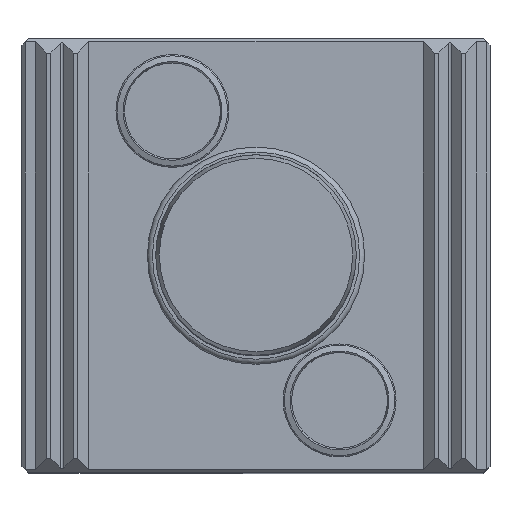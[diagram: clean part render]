
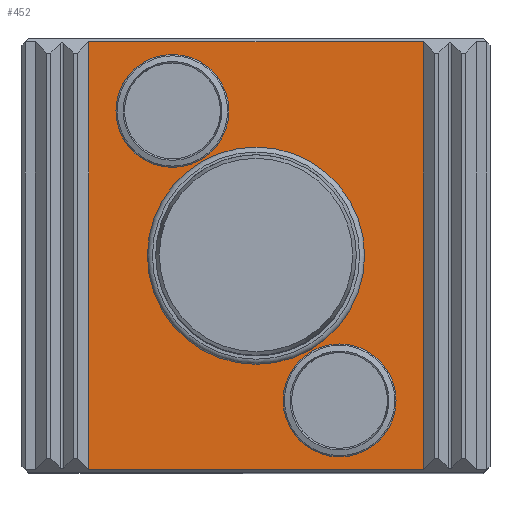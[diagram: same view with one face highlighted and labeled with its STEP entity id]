
A CAD part, top view. The second image highlights one B-rep face of the part: STEP entity #452.
In plain terms, the highlighted planar face has unit normal (0, 0, 1).
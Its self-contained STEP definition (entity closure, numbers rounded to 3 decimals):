
#148=LINE('',#2509,#284);
#151=LINE('',#2514,#287);
#154=LINE('',#2520,#290);
#174=LINE('',#2556,#310);
#284=VECTOR('',#1838,1.);
#287=VECTOR('',#1843,1.);
#290=VECTOR('',#1848,1.);
#310=VECTOR('',#1884,1.);
#348=FACE_BOUND('',#690,.T.);
#349=FACE_BOUND('',#691,.T.);
#350=FACE_BOUND('',#692,.T.);
#351=FACE_BOUND('',#693,.T.);
#452=ADVANCED_FACE('',(#348,#349,#350,#351),#538,.T.);
#538=PLANE('',#1576);
#690=EDGE_LOOP('',(#1013));
#691=EDGE_LOOP('',(#1014));
#692=EDGE_LOOP('',(#1015));
#693=EDGE_LOOP('',(#1016,#1017,#1018,#1019));
#1013=ORIENTED_EDGE('',*,*,#1402,.T.);
#1014=ORIENTED_EDGE('',*,*,#1403,.T.);
#1015=ORIENTED_EDGE('',*,*,#1404,.T.);
#1016=ORIENTED_EDGE('',*,*,#1399,.F.);
#1017=ORIENTED_EDGE('',*,*,#1379,.F.);
#1018=ORIENTED_EDGE('',*,*,#1376,.T.);
#1019=ORIENTED_EDGE('',*,*,#1373,.T.);
#1215=VERTEX_POINT('',#2508);
#1216=VERTEX_POINT('',#2510);
#1217=VERTEX_POINT('',#2515);
#1218=VERTEX_POINT('',#2519);
#1227=VERTEX_POINT('',#2564);
#1228=VERTEX_POINT('',#2566);
#1229=VERTEX_POINT('',#2568);
#1373=EDGE_CURVE('',#1216,#1215,#148,.T.);
#1376=EDGE_CURVE('',#1217,#1216,#151,.T.);
#1379=EDGE_CURVE('',#1217,#1218,#154,.T.);
#1399=EDGE_CURVE('',#1218,#1215,#174,.T.);
#1402=EDGE_CURVE('',#1227,#1227,#1450,.T.);
#1403=EDGE_CURVE('',#1228,#1228,#1451,.T.);
#1404=EDGE_CURVE('',#1229,#1229,#1452,.T.);
#1450=CIRCLE('',#1573,8.45);
#1451=CIRCLE('',#1574,8.45);
#1452=CIRCLE('',#1575,15.789);
#1573=AXIS2_PLACEMENT_3D('',#2563,#1895,#1896);
#1574=AXIS2_PLACEMENT_3D('',#2565,#1897,#1898);
#1575=AXIS2_PLACEMENT_3D('',#2567,#1899,#1900);
#1576=AXIS2_PLACEMENT_3D('',#2569,#1901,#1902);
#1838=DIRECTION('',(0.,1.,0.));
#1843=DIRECTION('',(1.,0.,0.));
#1848=DIRECTION('',(0.,1.,0.));
#1884=DIRECTION('',(1.,0.,0.));
#1895=DIRECTION('',(0.,0.,-1.));
#1896=DIRECTION('',(1.,0.,0.));
#1897=DIRECTION('',(0.,0.,-1.));
#1898=DIRECTION('',(1.,0.,0.));
#1899=DIRECTION('',(0.,0.,-1.));
#1900=DIRECTION('',(1.,0.,0.));
#1901=DIRECTION('',(0.,0.,1.));
#1902=DIRECTION('',(1.,0.,0.));
#2508=CARTESIAN_POINT('',(25.,32.,-0.3));
#2509=CARTESIAN_POINT('',(25.,-32.5,-0.3));
#2510=CARTESIAN_POINT('',(25.,-32.,-0.3));
#2514=CARTESIAN_POINT('',(-25.,-32.,-0.3));
#2515=CARTESIAN_POINT('',(-25.,-32.,-0.3));
#2519=CARTESIAN_POINT('',(-25.,32.,-0.3));
#2520=CARTESIAN_POINT('',(-25.,-32.5,-0.3));
#2556=CARTESIAN_POINT('',(-25.,32.,-0.3));
#2563=CARTESIAN_POINT('',(-12.5,21.651,-0.3));
#2564=CARTESIAN_POINT('',(-4.05,21.651,-0.3));
#2565=CARTESIAN_POINT('',(12.5,-21.651,-0.3));
#2566=CARTESIAN_POINT('',(20.95,-21.651,-0.3));
#2567=CARTESIAN_POINT('',(0.,0.,-0.3));
#2568=CARTESIAN_POINT('',(15.789,0.,-0.3));
#2569=CARTESIAN_POINT('',(-25.,-32.5,-0.3));
